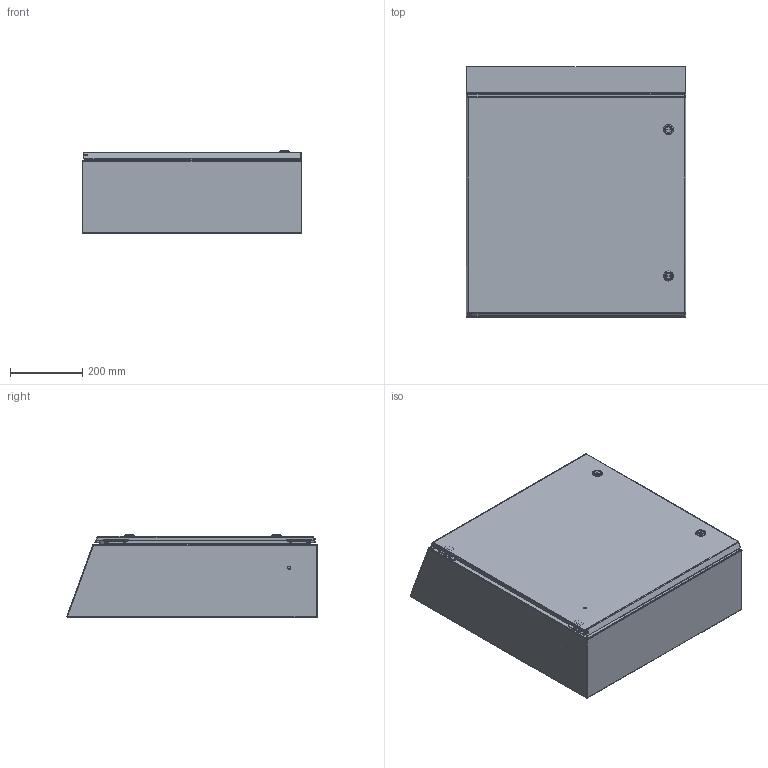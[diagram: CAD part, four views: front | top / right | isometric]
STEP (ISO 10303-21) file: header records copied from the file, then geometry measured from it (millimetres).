
FILE_DESCRIPTION (( 'STEP AP214' ), '1' );
FILE_NAME ('N412242408CSSST.STEP', '2019-09-12T17:30:41', ( '' ), ( '' ), 'SwSTEP 2.0', 'SolidWorks 2018', '' );
FILE_SCHEMA (( 'AUTOMOTIVE_DESIGN' ));
Length unit declared in the file: inch
Products named in the file (1): N412242408CSSST
Bounding box: 609.6 x 695.74 x 229.72 mm (x, y, z)
Volume: 2731784.2 mm3; surface area: 2919546.7 mm2
Topology: 44 solids, 44 shells, 1722 faces, 4162 edges, 2538 vertices
Faces by surface type: plane 709, cylinder 604, bspline 202, cone 199, torus 8
Full cylindrical faces by diameter (mm): 2.362 x4, 3.175 x3, 3.317 x68, 3.861 x4, 3.962 x3, 4.166 x68, 4.25 x4, 4.366 x4, 4.572 x6, 4.763 x4, 5 x2, 5.5 x2, 6.35 x10, 6.502 x4, 6.985 x4, 7.62 x4, 8 x2, 8.128 x4, 8.56 x2, 9.144 x4, 9.9 x2, 10 x2, 10.2 x2, 11.112 x4, 12.8 x2, 13.5 x2, 14.3 x4, 15.2 x2, 16 x2, 16.1 x2
Entity records: 63279 total; most frequent: CARTESIAN_POINT 26756, DIRECTION 6972, ORIENTED_EDGE 6964, EDGE_CURVE 3482, AXIS2_PLACEMENT_3D 2557, VERTEX_POINT 2339, EDGE_LOOP 2307, FACE_OUTER_BOUND 1980
